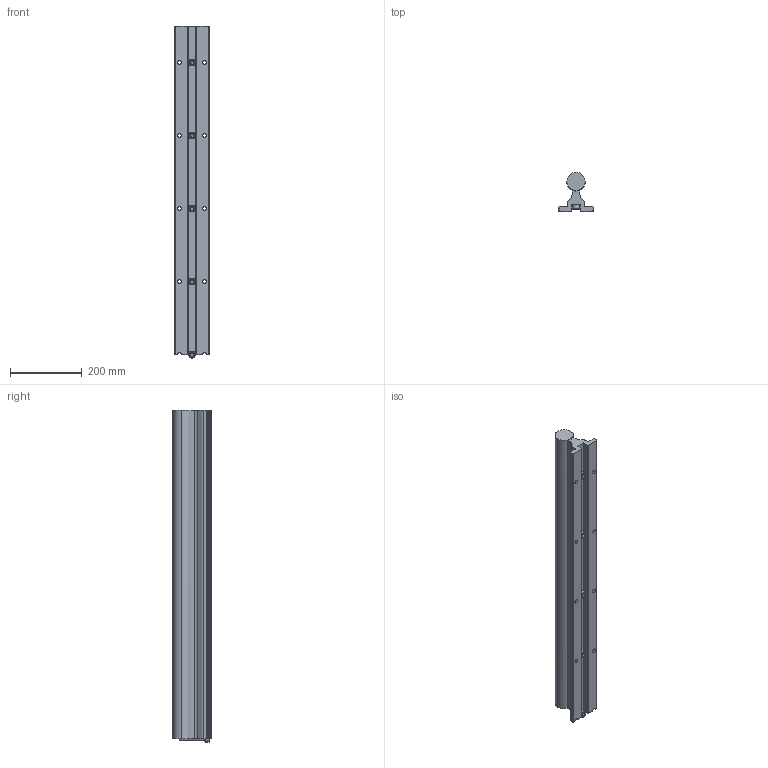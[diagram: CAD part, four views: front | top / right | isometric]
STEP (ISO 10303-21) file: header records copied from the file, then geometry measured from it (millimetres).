
FILE_DESCRIPTION (( 'STEP AP214' ), '1' );
FILE_NAME ('ShaftRailAssembly_FD877AB90E.step', '2022-12-07T19:48:55', ( '' ), ( '' ), 'SwSTEP 2.0', 'SolidWorks 2019', '' );
FILE_SCHEMA (( 'AUTOMOTIVE_DESIGN' ));
Length unit declared in the file: inch
Products named in the file (3): ShaftRailAssembly_FD877AB90E; 5WK9Ya1btG_CADModel_0
Assembly tree (1 placements, depth 2):
  ShaftRailAssembly_FD877AB90E
    5WK9Ya1btG_CADModel_0
  5WK9Ya1btG_CADModel_0
Bounding box: 95.25 x 107.95 x 923.92 mm (x, y, z)
Volume: 3999742.5 mm3; surface area: 483024.6 mm2
Topology: 7 solids, 7 shells, 242 faces, 550 edges, 327 vertices
Faces by surface type: plane 87, cylinder 81, cone 74
Entity records: 10642 total; most frequent: CARTESIAN_POINT 1879, DIRECTION 1191, ORIENTED_EDGE 1082, EDGE_CURVE 541, AXIS2_PLACEMENT_3D 457, VERTEX_POINT 327, EDGE_LOOP 280, VECTOR 277
